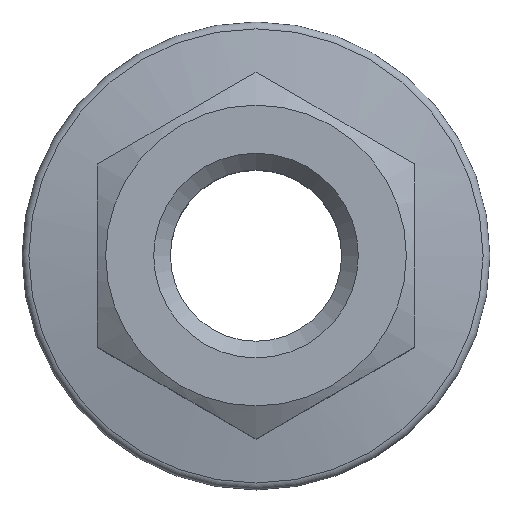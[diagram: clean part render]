
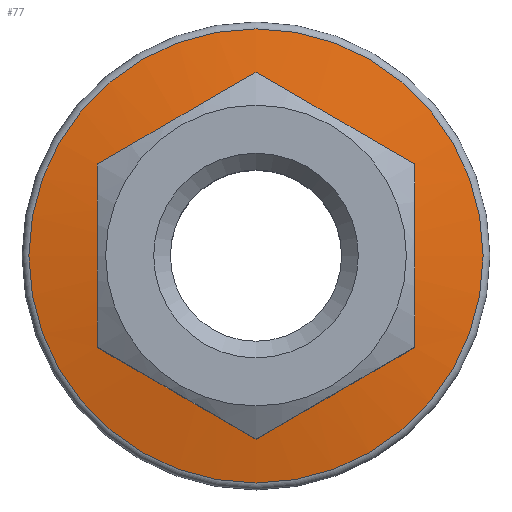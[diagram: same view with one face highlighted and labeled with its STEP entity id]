
A CAD part, top view. The second image highlights one B-rep face of the part: STEP entity #77.
In plain terms, the highlighted conical face has half-angle 79.72 degrees and reference radius 14 mm.
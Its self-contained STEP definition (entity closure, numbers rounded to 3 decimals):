
#77 = ADVANCED_FACE( '', ( #97, #98 ), #99, .T. );
#97 = FACE_OUTER_BOUND( '', #139, .T. );
#98 = FACE_BOUND( '', #140, .T. );
#99 = CONICAL_SURFACE( '', #141, 14., 1.391 );
#139 = EDGE_LOOP( '', ( #188 ) );
#140 = EDGE_LOOP( '', ( #189, #190, #191, #192, #193, #194 ) );
#141 = AXIS2_PLACEMENT_3D( '', #195, #196, #197 );
#188 = ORIENTED_EDGE( '', *, *, #284, .T. );
#189 = ORIENTED_EDGE( '', *, *, #285, .T. );
#190 = ORIENTED_EDGE( '', *, *, #286, .T. );
#191 = ORIENTED_EDGE( '', *, *, #287, .T. );
#192 = ORIENTED_EDGE( '', *, *, #288, .T. );
#193 = ORIENTED_EDGE( '', *, *, #289, .T. );
#194 = ORIENTED_EDGE( '', *, *, #278, .T. );
#195 = CARTESIAN_POINT( '', ( 0., 0., 4. ) );
#196 = DIRECTION( '', ( 0., 0., -1. ) );
#197 = DIRECTION( '', ( -1., 0., 0. ) );
#278 = EDGE_CURVE( '', #305, #306, #307, .T. );
#284 = EDGE_CURVE( '', #317, #317, #318, .F. );
#285 = EDGE_CURVE( '', #306, #319, #320, .F. );
#286 = EDGE_CURVE( '', #319, #321, #322, .T. );
#287 = EDGE_CURVE( '', #321, #323, #324, .T. );
#288 = EDGE_CURVE( '', #323, #325, #326, .T. );
#289 = EDGE_CURVE( '', #325, #305, #327, .T. );
#305 = VERTEX_POINT( '', #353 );
#306 = VERTEX_POINT( '', #354 );
#307 = B_SPLINE_CURVE_WITH_KNOTS( '', 3, ( #355, #356, #357, #358, #359 ), .UNSPECIFIED., .F., .F., ( 4, 1, 4 ), ( 0., 0.005, 0.011 ), .UNSPECIFIED. );
#317 = VERTEX_POINT( '', #382 );
#318 = CIRCLE( '', #383, 13.589 );
#319 = VERTEX_POINT( '', #384 );
#320 = B_SPLINE_CURVE_WITH_KNOTS( '', 3, ( #385, #386, #387, #388, #389, #390, #391, #392 ), .UNSPECIFIED., .F., .F., ( 4, 2, 2, 4 ), ( 0.009, 0.012, 0.015, 0.02 ), .UNSPECIFIED. );
#321 = VERTEX_POINT( '', #393 );
#322 = B_SPLINE_CURVE_WITH_KNOTS( '', 3, ( #394, #395, #396, #397, #398 ), .UNSPECIFIED., .F., .F., ( 4, 1, 4 ), ( 0., 0.005, 0.011 ), .UNSPECIFIED. );
#323 = VERTEX_POINT( '', #399 );
#324 = B_SPLINE_CURVE_WITH_KNOTS( '', 3, ( #400, #401, #402, #403, #404 ), .UNSPECIFIED., .F., .F., ( 4, 1, 4 ), ( 0., 0.005, 0.011 ), .UNSPECIFIED. );
#325 = VERTEX_POINT( '', #405 );
#326 = B_SPLINE_CURVE_WITH_KNOTS( '', 3, ( #406, #407, #408, #409, #410, #411, #412, #413 ), .UNSPECIFIED., .F., .F., ( 4, 2, 2, 4 ), ( 0.009, 0.012, 0.015, 0.02 ), .UNSPECIFIED. );
#327 = B_SPLINE_CURVE_WITH_KNOTS( '', 3, ( #414, #415, #416, #417, #418 ), .UNSPECIFIED., .F., .F., ( 4, 1, 4 ), ( 0., 0.005, 0.011 ), .UNSPECIFIED. );
#353 = CARTESIAN_POINT( '', ( 0., 10.97, 4.55 ) );
#354 = CARTESIAN_POINT( '', ( 9.5, 5.485, 4.55 ) );
#355 = CARTESIAN_POINT( '', ( 0., 10.97, 4.55 ) );
#356 = CARTESIAN_POINT( '', ( 1.583, 10.056, 4.715 ) );
#357 = CARTESIAN_POINT( '', ( 4.75, 8.227, 4.917 ) );
#358 = CARTESIAN_POINT( '', ( 7.917, 6.399, 4.715 ) );
#359 = CARTESIAN_POINT( '', ( 9.5, 5.485, 4.55 ) );
#382 = CARTESIAN_POINT( '', ( -13.589, 0., 4.075 ) );
#383 = AXIS2_PLACEMENT_3D( '', #511, #512, #513 );
#384 = CARTESIAN_POINT( '', ( 9.5, -5.485, 4.55 ) );
#385 = CARTESIAN_POINT( '', ( 9.5, -5.485, 4.55 ) );
#386 = CARTESIAN_POINT( '', ( 9.5, -4.571, 4.632 ) );
#387 = CARTESIAN_POINT( '', ( 9.5, -3.655, 4.7 ) );
#388 = CARTESIAN_POINT( '', ( 9.5, -1.825, 4.792 ) );
#389 = CARTESIAN_POINT( '', ( 9.5, -0.91, 4.816 ) );
#390 = CARTESIAN_POINT( '', ( 9.5, 1.833, 4.816 ) );
#391 = CARTESIAN_POINT( '', ( 9.5, 3.659, 4.715 ) );
#392 = CARTESIAN_POINT( '', ( 9.5, 5.485, 4.55 ) );
#393 = CARTESIAN_POINT( '', ( 0., -10.97, 4.55 ) );
#394 = CARTESIAN_POINT( '', ( 9.5, -5.485, 4.55 ) );
#395 = CARTESIAN_POINT( '', ( 7.917, -6.399, 4.715 ) );
#396 = CARTESIAN_POINT( '', ( 4.75, -8.227, 4.917 ) );
#397 = CARTESIAN_POINT( '', ( 1.583, -10.056, 4.715 ) );
#398 = CARTESIAN_POINT( '', ( 0., -10.97, 4.55 ) );
#399 = CARTESIAN_POINT( '', ( -9.5, -5.485, 4.55 ) );
#400 = CARTESIAN_POINT( '', ( 0., -10.97, 4.55 ) );
#401 = CARTESIAN_POINT( '', ( -1.583, -10.056, 4.715 ) );
#402 = CARTESIAN_POINT( '', ( -4.75, -8.227, 4.917 ) );
#403 = CARTESIAN_POINT( '', ( -7.917, -6.399, 4.715 ) );
#404 = CARTESIAN_POINT( '', ( -9.5, -5.485, 4.55 ) );
#405 = CARTESIAN_POINT( '', ( -9.5, 5.485, 4.55 ) );
#406 = CARTESIAN_POINT( '', ( -9.5, -5.485, 4.55 ) );
#407 = CARTESIAN_POINT( '', ( -9.5, -4.571, 4.632 ) );
#408 = CARTESIAN_POINT( '', ( -9.5, -3.655, 4.7 ) );
#409 = CARTESIAN_POINT( '', ( -9.5, -1.825, 4.792 ) );
#410 = CARTESIAN_POINT( '', ( -9.5, -0.91, 4.816 ) );
#411 = CARTESIAN_POINT( '', ( -9.5, 1.833, 4.816 ) );
#412 = CARTESIAN_POINT( '', ( -9.5, 3.659, 4.715 ) );
#413 = CARTESIAN_POINT( '', ( -9.5, 5.485, 4.55 ) );
#414 = CARTESIAN_POINT( '', ( -9.5, 5.485, 4.55 ) );
#415 = CARTESIAN_POINT( '', ( -7.917, 6.399, 4.715 ) );
#416 = CARTESIAN_POINT( '', ( -4.75, 8.227, 4.917 ) );
#417 = CARTESIAN_POINT( '', ( -1.583, 10.056, 4.715 ) );
#418 = CARTESIAN_POINT( '', ( 0., 10.97, 4.55 ) );
#511 = CARTESIAN_POINT( '', ( 0., 0., 4.075 ) );
#512 = DIRECTION( '', ( 0., 0., -1. ) );
#513 = DIRECTION( '', ( -1., 0., 0. ) );
